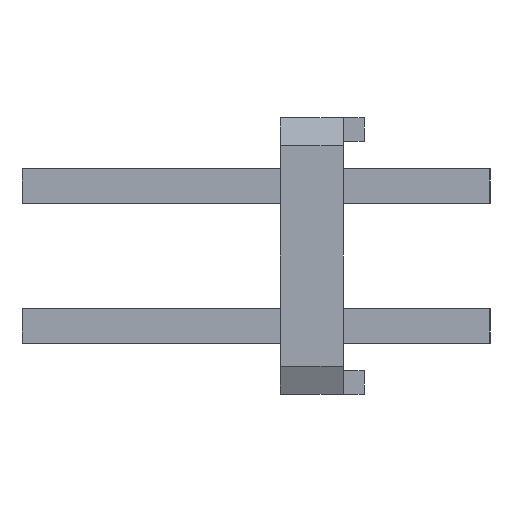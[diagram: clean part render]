
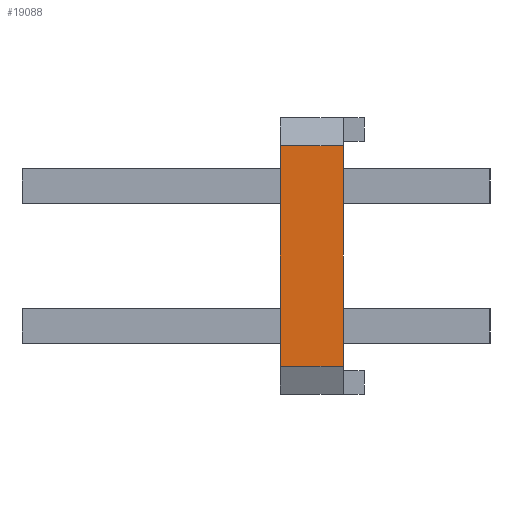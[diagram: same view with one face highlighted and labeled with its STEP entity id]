
A CAD part, left-side view. The second image highlights one B-rep face of the part: STEP entity #19088.
In plain terms, the highlighted planar face has unit normal (-1, 0, 0).
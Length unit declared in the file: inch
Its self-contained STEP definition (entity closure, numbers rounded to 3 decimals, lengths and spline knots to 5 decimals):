
#2847=ORIENTED_EDGE('',*,*,#6223,.F.);
#2848=ORIENTED_EDGE('',*,*,#7113,.F.);
#2849=ORIENTED_EDGE('',*,*,#5591,.F.);
#2850=ORIENTED_EDGE('',*,*,#7114,.T.);
#5591=EDGE_CURVE('',#8289,#8290,#10061,.T.);
#6223=EDGE_CURVE('',#8921,#8922,#10693,.T.);
#7113=EDGE_CURVE('',#8290,#8921,#11583,.T.);
#7114=EDGE_CURVE('',#8289,#8922,#11584,.T.);
#8289=VERTEX_POINT('',#25745);
#8290=VERTEX_POINT('',#25747);
#8921=VERTEX_POINT('',#27010);
#8922=VERTEX_POINT('',#27012);
#10061=LINE('',#25746,#12759);
#10693=LINE('',#27011,#13391);
#11583=LINE('',#28672,#14281);
#11584=LINE('',#28673,#14282);
#12759=VECTOR('',#20859,39.37008);
#13391=VECTOR('',#21493,39.37008);
#14281=VECTOR('',#23271,39.37008);
#14282=VECTOR('',#23272,39.37008);
#15818=EDGE_LOOP('',(#2847,#2848,#2849,#2850));
#16988=FACE_BOUND('',#15818,.T.);
#18078=PLANE('',#20124);
#19088=ADVANCED_FACE('',(#16988),#18078,.F.);
#20124=AXIS2_PLACEMENT_3D('',#28671,#23269,#23270);
#20859=DIRECTION('',(0.,0.,1.));
#21493=DIRECTION('',(0.,0.,-1.));
#23269=DIRECTION('',(1.,0.,0.));
#23270=DIRECTION('',(0.,0.,-1.));
#23271=DIRECTION('',(0.,-1.,0.));
#23272=DIRECTION('',(0.,-1.,0.));
#25745=CARTESIAN_POINT('',(-1.,0.06,-0.079));
#25746=CARTESIAN_POINT('',(-1.,0.06,-0.079));
#25747=CARTESIAN_POINT('',(-1.,0.06,0.079));
#27010=CARTESIAN_POINT('',(-1.,0.015,0.079));
#27011=CARTESIAN_POINT('',(-1.,0.015,-0.079));
#27012=CARTESIAN_POINT('',(-1.,0.015,-0.079));
#28671=CARTESIAN_POINT('',(-1.,0.06,-0.079));
#28672=CARTESIAN_POINT('',(-1.,0.06,0.079));
#28673=CARTESIAN_POINT('',(-1.,0.06,-0.079));
